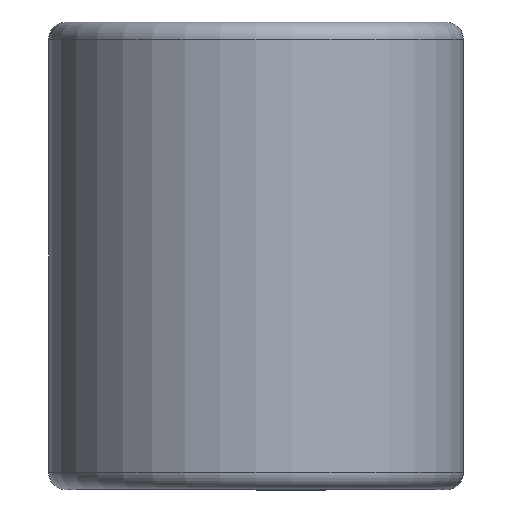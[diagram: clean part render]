
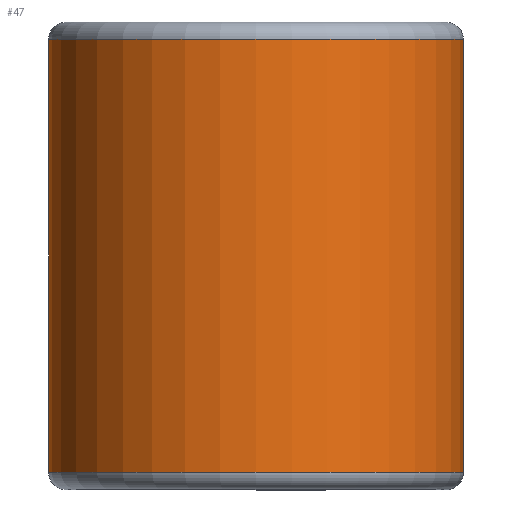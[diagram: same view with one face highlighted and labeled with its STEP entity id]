
A CAD part, top view. The second image highlights one B-rep face of the part: STEP entity #47.
In plain terms, the highlighted cylindrical face has radius 9.157 mm (diameter 18.313 mm), a partial arc.
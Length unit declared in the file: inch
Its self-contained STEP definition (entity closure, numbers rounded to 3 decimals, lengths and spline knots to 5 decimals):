
#31 = ORIENTED_EDGE ( 'NONE', *, *, #1159, .T. ) ;
#47 = ADVANCED_FACE ( 'NONE', ( #1282 ), #577, .T. ) ;
#132 = DIRECTION ( 'NONE',  ( 0., 0., -1. ) ) ;
#254 = VERTEX_POINT ( 'NONE', #1231 ) ;
#276 = CARTESIAN_POINT ( 'NONE',  ( 0., -0.37625, 0. ) ) ;
#296 = CARTESIAN_POINT ( 'NONE',  ( 0., -0.37625, -0.3605 ) ) ;
#353 = DIRECTION ( 'NONE',  ( 0., 1., 0. ) ) ;
#373 = AXIS2_PLACEMENT_3D ( 'NONE', #482, #439, #132 ) ;
#439 = DIRECTION ( 'NONE',  ( 0., -1., 0. ) ) ;
#444 = CIRCLE ( 'NONE', #582, 0.3605 ) ;
#445 = CARTESIAN_POINT ( 'NONE',  ( 0.3605, 0.37625, 0. ) ) ;
#447 = EDGE_CURVE ( 'NONE', #1286, #2224, #1103, .T. ) ;
#463 = DIRECTION ( 'NONE',  ( 0., 0., -1. ) ) ;
#465 = ORIENTED_EDGE ( 'NONE', *, *, #2272, .F. ) ;
#482 = CARTESIAN_POINT ( 'NONE',  ( 0., 0.375, 0. ) ) ;
#565 = VECTOR ( 'NONE', #353, 39.37008 ) ;
#577 = CYLINDRICAL_SURFACE ( 'NONE', #373, 0.3605 ) ;
#582 = AXIS2_PLACEMENT_3D ( 'NONE', #276, #1537, #463 ) ;
#627 = CARTESIAN_POINT ( 'NONE',  ( 0., 0.37625, -0.3605 ) ) ;
#655 = EDGE_CURVE ( 'NONE', #1800, #2224, #1948, .T. ) ;
#908 = CARTESIAN_POINT ( 'NONE',  ( 0., 0.37625, -0.3605 ) ) ;
#934 = ORIENTED_EDGE ( 'NONE', *, *, #655, .F. ) ;
#1103 = CIRCLE ( 'NONE', #1845, 0.3605 ) ;
#1115 = CARTESIAN_POINT ( 'NONE',  ( 0., 0.37625, 0. ) ) ;
#1159 = EDGE_CURVE ( 'NONE', #254, #1286, #1940, .T. ) ;
#1231 = CARTESIAN_POINT ( 'NONE',  ( 0.3605, -0.37625, 0. ) ) ;
#1282 = FACE_OUTER_BOUND ( 'NONE', #1869, .T. ) ;
#1286 = VERTEX_POINT ( 'NONE', #445 ) ;
#1298 = DIRECTION ( 'NONE',  ( 0., -1., 0. ) ) ;
#1448 = CARTESIAN_POINT ( 'NONE',  ( 0.3605, 0.37625, 0. ) ) ;
#1537 = DIRECTION ( 'NONE',  ( 0., -1., 0. ) ) ;
#1635 = DIRECTION ( 'NONE',  ( 0., 1., 0. ) ) ;
#1800 = VERTEX_POINT ( 'NONE', #296 ) ;
#1845 = AXIS2_PLACEMENT_3D ( 'NONE', #1115, #1298, #2205 ) ;
#1869 = EDGE_LOOP ( 'NONE', ( #31, #1897, #934, #465 ) ) ;
#1897 = ORIENTED_EDGE ( 'NONE', *, *, #447, .T. ) ;
#1940 = LINE ( 'NONE', #1448, #565 ) ;
#1948 = LINE ( 'NONE', #908, #2157 ) ;
#2157 = VECTOR ( 'NONE', #1635, 39.37008 ) ;
#2205 = DIRECTION ( 'NONE',  ( 0., 0., -1. ) ) ;
#2224 = VERTEX_POINT ( 'NONE', #627 ) ;
#2272 = EDGE_CURVE ( 'NONE', #254, #1800, #444, .T. ) ;
